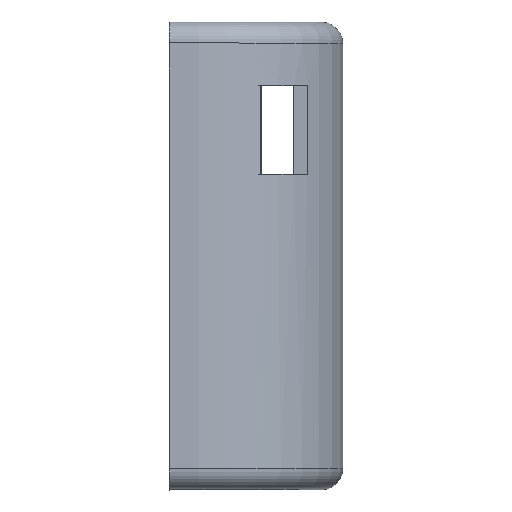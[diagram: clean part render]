
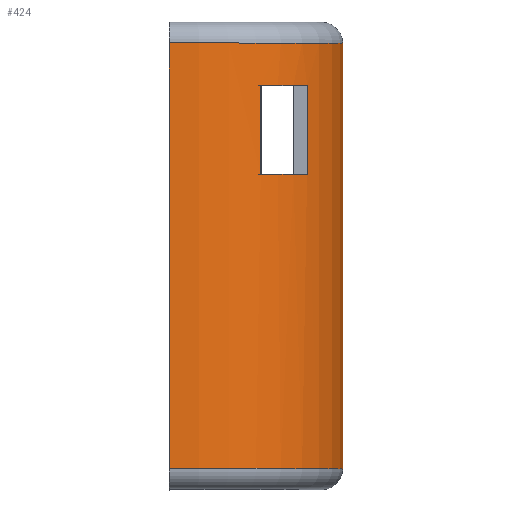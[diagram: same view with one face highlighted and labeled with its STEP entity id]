
A CAD part, top view. The second image highlights one B-rep face of the part: STEP entity #424.
In plain terms, the highlighted cylindrical face has radius 16.5 mm (diameter 33 mm), a partial arc.
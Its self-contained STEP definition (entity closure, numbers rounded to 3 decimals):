
#9 = EDGE_CURVE ( 'NONE', #684, #99, #466, .T. ) ;
#12 = CARTESIAN_POINT ( 'NONE',  ( 38.762, 36.5, -4. ) ) ;
#50 = EDGE_LOOP ( 'NONE', ( #347, #337, #324, #322 ) ) ;
#70 = DIRECTION ( 'NONE',  ( 0., -1., 0. ) ) ;
#72 = CARTESIAN_POINT ( 'NONE',  ( 30., 40.5, 9.981 ) ) ;
#74 = LINE ( 'NONE', #581, #130 ) ;
#77 = EDGE_LOOP ( 'NONE', ( #706, #685, #682, #680 ) ) ;
#80 = EDGE_LOOP ( 'NONE', ( #364, #366, #383, #379 ) ) ;
#87 = LINE ( 'NONE', #610, #105 ) ;
#88 = EDGE_CURVE ( 'NONE', #855, #156, #184, .T. ) ;
#99 = VERTEX_POINT ( 'NONE', #601 ) ;
#105 = VECTOR ( 'NONE', #436, 1000. ) ;
#108 = VERTEX_POINT ( 'NONE', #589 ) ;
#130 = VECTOR ( 'NONE', #445, 1000. ) ;
#156 = VERTEX_POINT ( 'NONE', #782 ) ;
#173 = LINE ( 'NONE', #511, #185 ) ;
#184 = CIRCLE ( 'NONE', #707, 16.5 ) ;
#185 = VECTOR ( 'NONE', #507, 1000. ) ;
#189 = VECTOR ( 'NONE', #509, 1000. ) ;
#191 = CIRCLE ( 'NONE', #637, 16.5 ) ;
#194 = EDGE_CURVE ( 'NONE', #564, #844, #922, .T. ) ;
#198 = EDGE_CURVE ( 'NONE', #108, #326, #495, .T. ) ;
#204 = EDGE_CURVE ( 'NONE', #501, #844, #87, .T. ) ;
#207 = VECTOR ( 'NONE', #719, 1000. ) ;
#209 = EDGE_CURVE ( 'NONE', #156, #684, #74, .T. ) ;
#215 = LINE ( 'NONE', #655, #207 ) ;
#254 = EDGE_CURVE ( 'NONE', #501, #344, #191, .T. ) ;
#255 = LINE ( 'NONE', #508, #189 ) ;
#258 = EDGE_CURVE ( 'NONE', #448, #108, #215, .T. ) ;
#280 = LINE ( 'NONE', #686, #296 ) ;
#285 = FACE_BOUND ( 'NONE', #80, .T. ) ;
#287 = FACE_BOUND ( 'NONE', #50, .T. ) ;
#296 = VECTOR ( 'NONE', #643, 1000. ) ;
#297 = CYLINDRICAL_SURFACE ( 'NONE', #817, 16.5 ) ;
#299 = CIRCLE ( 'NONE', #760, 16.5 ) ;
#322 = ORIENTED_EDGE ( 'NONE', *, *, #9, .T. ) ;
#324 = ORIENTED_EDGE ( 'NONE', *, *, #209, .T. ) ;
#326 = VERTEX_POINT ( 'NONE', #12 ) ;
#334 = CARTESIAN_POINT ( 'NONE',  ( 30., 0., -6.519 ) ) ;
#337 = ORIENTED_EDGE ( 'NONE', *, *, #88, .T. ) ;
#344 = VERTEX_POINT ( 'NONE', #334 ) ;
#347 = ORIENTED_EDGE ( 'NONE', *, *, #895, .T. ) ;
#364 = ORIENTED_EDGE ( 'NONE', *, *, #198, .T. ) ;
#366 = ORIENTED_EDGE ( 'NONE', *, *, #432, .T. ) ;
#379 = ORIENTED_EDGE ( 'NONE', *, *, #258, .T. ) ;
#383 = ORIENTED_EDGE ( 'NONE', *, *, #440, .T. ) ;
#389 = FACE_OUTER_BOUND ( 'NONE', #77, .T. ) ;
#424 = ADVANCED_FACE ( 'NONE', ( #389, #285, #287 ), #297, .T. ) ;
#432 = EDGE_CURVE ( 'NONE', #326, #618, #280, .T. ) ;
#436 = DIRECTION ( 'NONE',  ( 0., 1., 0. ) ) ;
#440 = EDGE_CURVE ( 'NONE', #618, #448, #299, .T. ) ;
#445 = DIRECTION ( 'NONE',  ( 0., -1., 0. ) ) ;
#448 = VERTEX_POINT ( 'NONE', #636 ) ;
#466 = CIRCLE ( 'NONE', #876, 16.5 ) ;
#495 = CIRCLE ( 'NONE', #651, 16.5 ) ;
#501 = VERTEX_POINT ( 'NONE', #605 ) ;
#507 = DIRECTION ( 'NONE',  ( 0., -1., 0. ) ) ;
#508 = CARTESIAN_POINT ( 'NONE',  ( 38.702, 42.5, 24. ) ) ;
#509 = DIRECTION ( 'NONE',  ( 0., 1., 0. ) ) ;
#511 = CARTESIAN_POINT ( 'NONE',  ( 30., 42.5, -6.519 ) ) ;
#515 = CARTESIAN_POINT ( 'NONE',  ( 38.702, 36.5, 24. ) ) ;
#524 = CARTESIAN_POINT ( 'NONE',  ( 30., 40.5, 26.481 ) ) ;
#541 = CARTESIAN_POINT ( 'NONE',  ( 43.11, 28., 20. ) ) ;
#542 = CARTESIAN_POINT ( 'NONE',  ( 38.762, 20.344, -4. ) ) ;
#564 = VERTEX_POINT ( 'NONE', #568 ) ;
#568 = CARTESIAN_POINT ( 'NONE',  ( 30., 40.5, -6.519 ) ) ;
#570 = CARTESIAN_POINT ( 'NONE',  ( 30., 36.5, 9.981 ) ) ;
#581 = CARTESIAN_POINT ( 'NONE',  ( 43.11, 42.5, 20. ) ) ;
#589 = CARTESIAN_POINT ( 'NONE',  ( 43.139, 36.5, 0. ) ) ;
#601 = CARTESIAN_POINT ( 'NONE',  ( 38.702, 28., 24. ) ) ;
#605 = CARTESIAN_POINT ( 'NONE',  ( 30., 0., 26.481 ) ) ;
#608 = CARTESIAN_POINT ( 'NONE',  ( 30., 36.5, 9.981 ) ) ;
#610 = CARTESIAN_POINT ( 'NONE',  ( 30., 42.5, 26.481 ) ) ;
#613 = DIRECTION ( 'NONE',  ( 0., 1., 0. ) ) ;
#618 = VERTEX_POINT ( 'NONE', #542 ) ;
#624 = DIRECTION ( 'NONE',  ( 0., 0., 1. ) ) ;
#625 = DIRECTION ( 'NONE',  ( 0., -1., 0. ) ) ;
#627 = CARTESIAN_POINT ( 'NONE',  ( 30., 20.344, 9.981 ) ) ;
#630 = DIRECTION ( 'NONE',  ( 0., 0., -1. ) ) ;
#633 = DIRECTION ( 'NONE',  ( 0., 1., 0. ) ) ;
#636 = CARTESIAN_POINT ( 'NONE',  ( 43.139, 20.344, 0. ) ) ;
#637 = AXIS2_PLACEMENT_3D ( 'NONE', #716, #715, #653 ) ;
#643 = DIRECTION ( 'NONE',  ( 0., -1., 0. ) ) ;
#645 = DIRECTION ( 'NONE',  ( 0., -1., 0. ) ) ;
#646 = CARTESIAN_POINT ( 'NONE',  ( 30., 42.5, 9.981 ) ) ;
#647 = DIRECTION ( 'NONE',  ( 0., 0., -1. ) ) ;
#651 = AXIS2_PLACEMENT_3D ( 'NONE', #570, #633, #630 ) ;
#653 = DIRECTION ( 'NONE',  ( 0., 0., -1. ) ) ;
#655 = CARTESIAN_POINT ( 'NONE',  ( 43.139, 42.5, 0. ) ) ;
#660 = AXIS2_PLACEMENT_3D ( 'NONE', #72, #70, #807 ) ;
#680 = ORIENTED_EDGE ( 'NONE', *, *, #254, .T. ) ;
#682 = ORIENTED_EDGE ( 'NONE', *, *, #204, .F. ) ;
#684 = VERTEX_POINT ( 'NONE', #541 ) ;
#685 = ORIENTED_EDGE ( 'NONE', *, *, #194, .T. ) ;
#686 = CARTESIAN_POINT ( 'NONE',  ( 38.762, 42.5, -4. ) ) ;
#706 = ORIENTED_EDGE ( 'NONE', *, *, #860, .F. ) ;
#707 = AXIS2_PLACEMENT_3D ( 'NONE', #608, #613, #775 ) ;
#715 = DIRECTION ( 'NONE',  ( 0., 1., 0. ) ) ;
#716 = CARTESIAN_POINT ( 'NONE',  ( 30., 0., 9.981 ) ) ;
#719 = DIRECTION ( 'NONE',  ( 0., 1., 0. ) ) ;
#760 = AXIS2_PLACEMENT_3D ( 'NONE', #627, #625, #624 ) ;
#775 = DIRECTION ( 'NONE',  ( 0., 0., -1. ) ) ;
#782 = CARTESIAN_POINT ( 'NONE',  ( 43.11, 36.5, 20. ) ) ;
#807 = DIRECTION ( 'NONE',  ( 0., 0., -1. ) ) ;
#809 = DIRECTION ( 'NONE',  ( 0., 0., 1. ) ) ;
#817 = AXIS2_PLACEMENT_3D ( 'NONE', #646, #645, #647 ) ;
#840 = CARTESIAN_POINT ( 'NONE',  ( 30., 28., 9.981 ) ) ;
#844 = VERTEX_POINT ( 'NONE', #524 ) ;
#852 = DIRECTION ( 'NONE',  ( 0., -1., 0. ) ) ;
#855 = VERTEX_POINT ( 'NONE', #515 ) ;
#860 = EDGE_CURVE ( 'NONE', #564, #344, #173, .T. ) ;
#876 = AXIS2_PLACEMENT_3D ( 'NONE', #840, #852, #809 ) ;
#895 = EDGE_CURVE ( 'NONE', #99, #855, #255, .T. ) ;
#922 = CIRCLE ( 'NONE', #660, 16.5 ) ;
